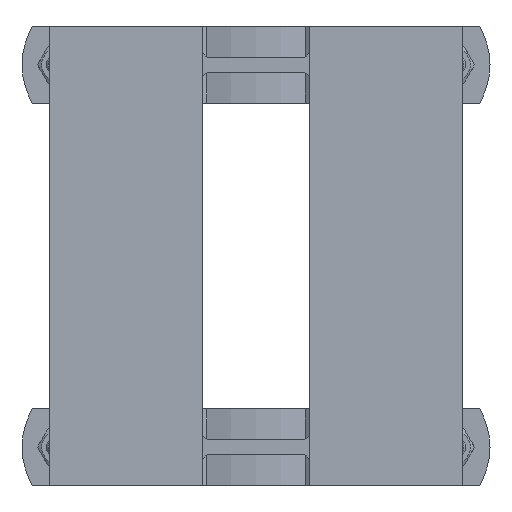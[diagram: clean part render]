
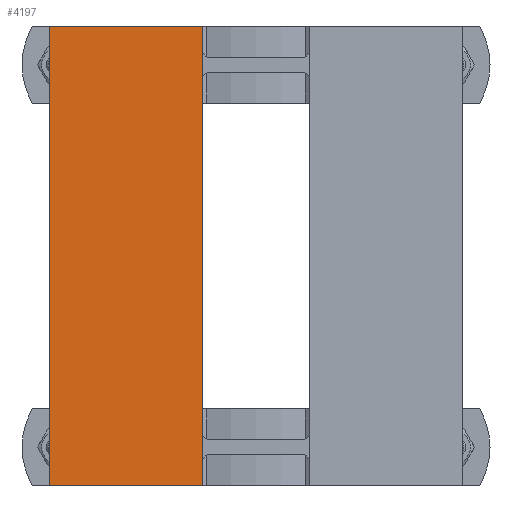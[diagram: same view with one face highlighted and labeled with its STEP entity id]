
A CAD part, left-side view. The second image highlights one B-rep face of the part: STEP entity #4197.
In plain terms, the highlighted planar face has unit normal (-1, 0, 0).
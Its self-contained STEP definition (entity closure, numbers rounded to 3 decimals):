
#966=CARTESIAN_POINT('',(-28.122,-28.122,300.0));
#967=VERTEX_POINT('',#966);
#974=CARTESIAN_POINT('',(-28.122,-28.122,0.0));
#975=VERTEX_POINT('',#974);
#976=CARTESIAN_POINT('',(-28.122,-28.122,0.0));
#977=DIRECTION('',(0.0,0.0,1.0));
#978=VECTOR('',#977,300.0);
#979=LINE('',#976,#978);
#980=EDGE_CURVE('',#975,#967,#979,.T.);
#3050=CARTESIAN_POINT('',(-28.122,71.878,300.0));
#3051=VERTEX_POINT('',#3050);
#3058=CARTESIAN_POINT('',(-28.122,-28.122,300.0));
#3059=DIRECTION('',(0.0,1.0,0.0));
#3060=VECTOR('',#3059,100.0);
#3061=LINE('',#3058,#3060);
#3062=EDGE_CURVE('',#967,#3051,#3061,.T.);
#3603=CARTESIAN_POINT('',(-28.122,71.878,0.0));
#3604=VERTEX_POINT('',#3603);
#3605=CARTESIAN_POINT('',(-28.122,-28.122,0.0));
#3606=DIRECTION('',(0.0,1.0,0.0));
#3607=VECTOR('',#3606,100.0);
#3608=LINE('',#3605,#3607);
#3609=EDGE_CURVE('',#975,#3604,#3608,.T.);
#4181=CARTESIAN_POINT('',(-28.122,-28.122,0.0));
#4182=DIRECTION('',(-1.0,0.0,0.0));
#4183=DIRECTION('',(0.0,0.0,1.0));
#4184=AXIS2_PLACEMENT_3D('',#4181,#4182,#4183);
#4185=PLANE('',#4184);
#4186=ORIENTED_EDGE('',*,*,#3062,.T.);
#4187=CARTESIAN_POINT('',(-28.122,71.878,0.0));
#4188=DIRECTION('',(0.0,0.0,1.0));
#4189=VECTOR('',#4188,300.0);
#4190=LINE('',#4187,#4189);
#4191=EDGE_CURVE('',#3604,#3051,#4190,.T.);
#4192=ORIENTED_EDGE('',*,*,#4191,.F.);
#4193=ORIENTED_EDGE('',*,*,#3609,.F.);
#4194=ORIENTED_EDGE('',*,*,#980,.T.);
#4195=EDGE_LOOP('',(#4186,#4192,#4193,#4194));
#4196=FACE_OUTER_BOUND('',#4195,.T.);
#4197=ADVANCED_FACE('',(#4196),#4185,.T.);
